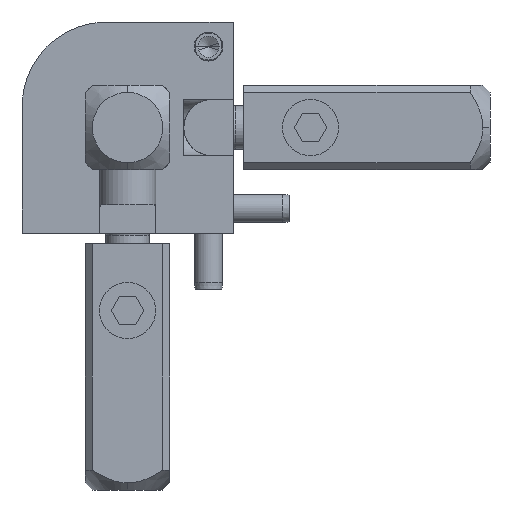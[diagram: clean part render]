
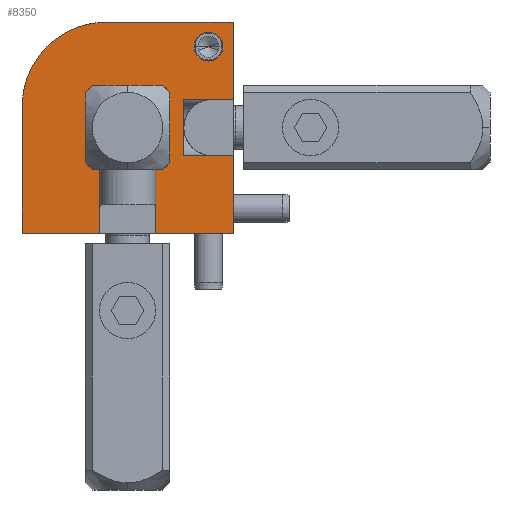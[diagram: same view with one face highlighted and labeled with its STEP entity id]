
A CAD part, left-side view. The second image highlights one B-rep face of the part: STEP entity #8350.
In plain terms, the highlighted planar face has unit normal (-1, 0, 0).
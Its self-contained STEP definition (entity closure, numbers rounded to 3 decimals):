
#210=CARTESIAN_POINT('',(0.,30.,0.));
#220=DIRECTION('',(0.,-1.,0.));
#230=VECTOR('',#220,1.);
#240=LINE('',#210,#230);
#250=CARTESIAN_POINT('',(0.,30.,0.));
#260=VERTEX_POINT('',#250);
#270=CARTESIAN_POINT('',(0.,19.,0.));
#280=VERTEX_POINT('',#270);
#290=EDGE_CURVE('',#260,#280,#240,.T.);
#510=CARTESIAN_POINT('',(0.,11.,0.));
#520=VERTEX_POINT('',#510);
#550=CARTESIAN_POINT('',(0.,0.,0.));
#560=VERTEX_POINT('',#550);
#570=EDGE_CURVE('',#520,#560,#240,.T.);
#2150=CARTESIAN_POINT('',(0.,0.,30.));
#2160=VERTEX_POINT('',#2150);
#2210=CARTESIAN_POINT('',(0.,30.,30.));
#2220=DIRECTION('',(0.,-1.,0.));
#2230=VECTOR('',#2220,1.);
#2240=LINE('',#2210,#2230);
#2250=CARTESIAN_POINT('',(0.,18.,30.));
#2260=VERTEX_POINT('',#2250);
#2270=EDGE_CURVE('',#2260,#2160,#2240,.T.);
#2510=CARTESIAN_POINT('',(0.,18.,18.));
#2520=DIRECTION('',(-1.,0.,0.));
#2530=DIRECTION('',(0.,1.,0.));
#2540=AXIS2_PLACEMENT_3D('',#2510,#2520,#2530);
#2550=CIRCLE('',#2540,12.);
#2560=CARTESIAN_POINT('',(0.,30.,18.));
#2570=VERTEX_POINT('',#2560);
#2580=EDGE_CURVE('',#2260,#2570,#2550,.T.);
#3570=CARTESIAN_POINT('',(0.,1.45,26.5));
#3580=VERTEX_POINT('',#3570);
#3740=CARTESIAN_POINT('',(0.,5.55,26.5));
#3750=VERTEX_POINT('',#3740);
#3780=CARTESIAN_POINT('',(0.,3.5,26.5));
#3790=DIRECTION('',(-1.,0.,0.));
#3800=DIRECTION('',(0.,1.,0.));
#3810=AXIS2_PLACEMENT_3D('',#3780,#3790,#3800);
#3820=CIRCLE('',#3810,2.05);
#3830=EDGE_CURVE('',#3580,#3750,#3820,.T.);
#4570=CARTESIAN_POINT('',(0.,7.,19.));
#4580=VERTEX_POINT('',#4570);
#4760=CARTESIAN_POINT('',(0.,7.,11.));
#4770=VERTEX_POINT('',#4760);
#4800=CARTESIAN_POINT('',(0.,7.,0.));
#4810=DIRECTION('',(0.,0.,1.));
#4820=VECTOR('',#4810,1.);
#4830=LINE('',#4800,#4820);
#4840=EDGE_CURVE('',#4770,#4580,#4830,.T.);
#5980=CARTESIAN_POINT('',(0.,0.,11.));
#5990=VERTEX_POINT('',#5980);
#6020=CARTESIAN_POINT('',(0.,0.,11.));
#6030=DIRECTION('',(0.,1.,0.));
#6040=VECTOR('',#6030,1.);
#6050=LINE('',#6020,#6040);
#6060=EDGE_CURVE('',#5990,#4770,#6050,.T.);
#6360=CARTESIAN_POINT('',(0.,11.,7.));
#6370=VERTEX_POINT('',#6360);
#6460=CARTESIAN_POINT('',(0.,19.,7.));
#6470=VERTEX_POINT('',#6460);
#6500=CARTESIAN_POINT('',(0.,0.,7.));
#6510=DIRECTION('',(0.,-1.,0.));
#6520=VECTOR('',#6510,1.);
#6530=LINE('',#6500,#6520);
#6540=EDGE_CURVE('',#6470,#6370,#6530,.T.);
#6950=CARTESIAN_POINT('',(0.,19.,0.));
#6960=DIRECTION('',(0.,0.,1.));
#6970=VECTOR('',#6960,1.);
#6980=LINE('',#6950,#6970);
#6990=EDGE_CURVE('',#280,#6470,#6980,.T.);
#7110=CARTESIAN_POINT('',(0.,11.,0.));
#7120=DIRECTION('',(0.,0.,-1.));
#7130=VECTOR('',#7120,1.);
#7140=LINE('',#7110,#7130);
#7150=EDGE_CURVE('',#6370,#520,#7140,.T.);
#7600=EDGE_CURVE('',#3750,#3580,#3820,.T.);
#7780=CARTESIAN_POINT('',(0.,0.,0.));
#7790=DIRECTION('',(-1.,0.,0.));
#7800=DIRECTION('',(0.,1.,0.));
#7810=AXIS2_PLACEMENT_3D('',#7780,#7790,#7800);
#7820=PLANE('',#7810);
#7830=CARTESIAN_POINT('',(0.,15.,15.));
#7840=DIRECTION('',(-1.,0.,0.));
#7850=DIRECTION('',(0.,0.,1.));
#7860=AXIS2_PLACEMENT_3D('',#7830,#7840,#7850);
#7870=CIRCLE('',#7860,5.);
#7880=CARTESIAN_POINT('',(0.,15.,20.));
#7890=VERTEX_POINT('',#7880);
#7900=CARTESIAN_POINT('',(0.,15.,10.));
#7910=VERTEX_POINT('',#7900);
#7920=EDGE_CURVE('',#7890,#7910,#7870,.T.);
#7930=ORIENTED_EDGE('',*,*,#7920,.F.);
#7940=EDGE_CURVE('',#7910,#7890,#7870,.T.);
#7950=ORIENTED_EDGE('',*,*,#7940,.F.);
#7960=EDGE_LOOP('',(#7950,#7930));
#7970=FACE_BOUND('',#7960,.T.);
#7980=ORIENTED_EDGE('',*,*,#7150,.T.);
#7990=ORIENTED_EDGE('',*,*,#6540,.T.);
#8000=ORIENTED_EDGE('',*,*,#6990,.T.);
#8010=ORIENTED_EDGE('',*,*,#290,.T.);
#8020=CARTESIAN_POINT('',(0.,30.,0.));
#8030=DIRECTION('',(0.,0.,1.));
#8040=VECTOR('',#8030,1.);
#8050=LINE('',#8020,#8040);
#8060=EDGE_CURVE('',#260,#2570,#8050,.T.);
#8070=ORIENTED_EDGE('',*,*,#8060,.F.);
#8080=ORIENTED_EDGE('',*,*,#2580,.T.);
#8090=ORIENTED_EDGE('',*,*,#2270,.F.);
#8100=CARTESIAN_POINT('',(0.,0.,0.));
#8110=DIRECTION('',(0.,0.,1.));
#8120=VECTOR('',#8110,1.);
#8130=LINE('',#8100,#8120);
#8140=CARTESIAN_POINT('',(0.,0.,19.));
#8150=VERTEX_POINT('',#8140);
#8160=EDGE_CURVE('',#8150,#2160,#8130,.T.);
#8170=ORIENTED_EDGE('',*,*,#8160,.T.);
#8180=CARTESIAN_POINT('',(0.,0.,19.));
#8190=DIRECTION('',(0.,-1.,0.));
#8200=VECTOR('',#8190,1.);
#8210=LINE('',#8180,#8200);
#8220=EDGE_CURVE('',#4580,#8150,#8210,.T.);
#8230=ORIENTED_EDGE('',*,*,#8220,.T.);
#8240=ORIENTED_EDGE('',*,*,#4840,.T.);
#8250=ORIENTED_EDGE('',*,*,#6060,.T.);
#8260=EDGE_CURVE('',#560,#5990,#8130,.T.);
#8270=ORIENTED_EDGE('',*,*,#8260,.T.);
#8280=ORIENTED_EDGE('',*,*,#570,.T.);
#8290=EDGE_LOOP('',(#8280,#8270,#8250,#8240,#8230,#8170,#8090,#8080,
#8070,#8010,#8000,#7990,#7980));
#8300=FACE_OUTER_BOUND('',#8290,.T.);
#8310=ORIENTED_EDGE('',*,*,#7600,.F.);
#8320=ORIENTED_EDGE('',*,*,#3830,.F.);
#8330=EDGE_LOOP('',(#8320,#8310));
#8340=FACE_BOUND('',#8330,.T.);
#8350=ADVANCED_FACE('',(#7970,#8300,#8340),#7820,.T.);
